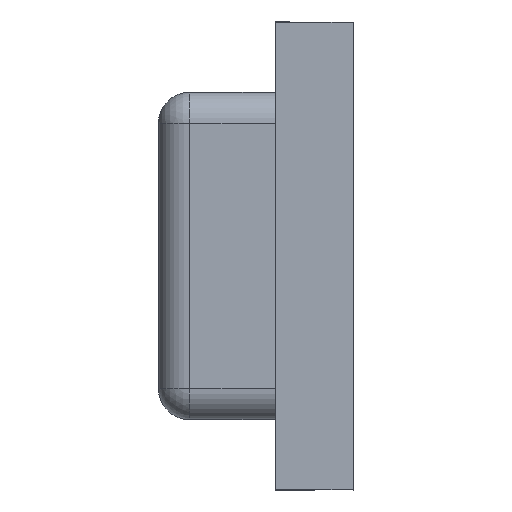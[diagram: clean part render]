
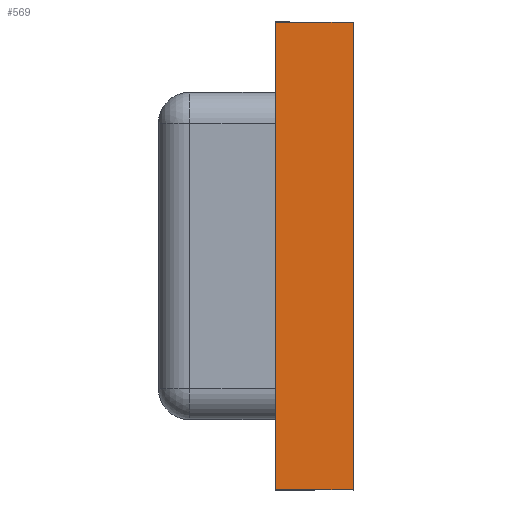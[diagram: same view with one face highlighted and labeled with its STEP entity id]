
A CAD part, left-side view. The second image highlights one B-rep face of the part: STEP entity #569.
In plain terms, the highlighted planar face has unit normal (-1, 0, 0).
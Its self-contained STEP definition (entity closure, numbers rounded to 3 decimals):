
#83 = CARTESIAN_POINT ( 'NONE',  ( -3.6, 0.5, -1.5 ) ) ;
#122 = EDGE_CURVE ( 'NONE', #1253, #2350, #960, .T. ) ;
#202 = CARTESIAN_POINT ( 'NONE',  ( -3.6, 0.5, 1.5 ) ) ;
#242 = LINE ( 'NONE', #1860, #859 ) ;
#247 = CARTESIAN_POINT ( 'NONE',  ( -3.6, 0.002, -1.5 ) ) ;
#326 = PLANE ( 'NONE',  #640 ) ;
#520 = ORIENTED_EDGE ( 'NONE', *, *, #122, .T. ) ;
#569 = ADVANCED_FACE ( 'NONE', ( #774 ), #326, .F. ) ;
#640 = AXIS2_PLACEMENT_3D ( 'NONE', #83, #789, #2566 ) ;
#700 = VECTOR ( 'NONE', #1871, 1000. ) ;
#774 = FACE_OUTER_BOUND ( 'NONE', #2094, .T. ) ;
#789 = DIRECTION ( 'NONE',  ( 1., 0., 0. ) ) ;
#854 = CARTESIAN_POINT ( 'NONE',  ( -3.6, 0.5, 1.5 ) ) ;
#859 = VECTOR ( 'NONE', #1569, 1000. ) ;
#960 = LINE ( 'NONE', #247, #2950 ) ;
#974 = ORIENTED_EDGE ( 'NONE', *, *, #1222, .F. ) ;
#1222 = EDGE_CURVE ( 'NONE', #1956, #1268, #1375, .T. ) ;
#1253 = VERTEX_POINT ( 'NONE', #1827 ) ;
#1268 = VERTEX_POINT ( 'NONE', #202 ) ;
#1375 = LINE ( 'NONE', #2047, #700 ) ;
#1419 = DIRECTION ( 'NONE',  ( 0., 0., 1. ) ) ;
#1569 = DIRECTION ( 'NONE',  ( 0., -1., 0. ) ) ;
#1637 = CARTESIAN_POINT ( 'NONE',  ( -3.6, 0.002, 1.5 ) ) ;
#1646 = EDGE_CURVE ( 'NONE', #1268, #2350, #2918, .T. ) ;
#1827 = CARTESIAN_POINT ( 'NONE',  ( -3.6, 0.002, -1.5 ) ) ;
#1860 = CARTESIAN_POINT ( 'NONE',  ( -3.6, 0.5, -1.5 ) ) ;
#1871 = DIRECTION ( 'NONE',  ( 0., 0., 1. ) ) ;
#1956 = VERTEX_POINT ( 'NONE', #2383 ) ;
#2047 = CARTESIAN_POINT ( 'NONE',  ( -3.6, 0.5, -1.5 ) ) ;
#2094 = EDGE_LOOP ( 'NONE', ( #520, #2766, #974, #2483 ) ) ;
#2350 = VERTEX_POINT ( 'NONE', #1637 ) ;
#2383 = CARTESIAN_POINT ( 'NONE',  ( -3.6, 0.5, -1.5 ) ) ;
#2483 = ORIENTED_EDGE ( 'NONE', *, *, #2587, .T. ) ;
#2545 = VECTOR ( 'NONE', #2701, 1000. ) ;
#2566 = DIRECTION ( 'NONE',  ( 0., 0., -1. ) ) ;
#2587 = EDGE_CURVE ( 'NONE', #1956, #1253, #242, .T. ) ;
#2701 = DIRECTION ( 'NONE',  ( 0., -1., 0. ) ) ;
#2766 = ORIENTED_EDGE ( 'NONE', *, *, #1646, .F. ) ;
#2918 = LINE ( 'NONE', #854, #2545 ) ;
#2950 = VECTOR ( 'NONE', #1419, 1000. ) ;
